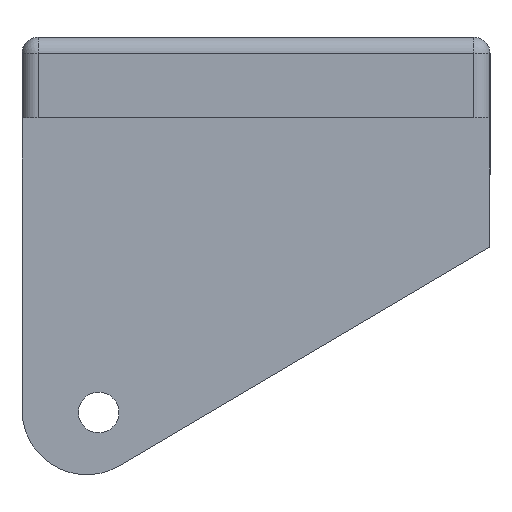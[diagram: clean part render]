
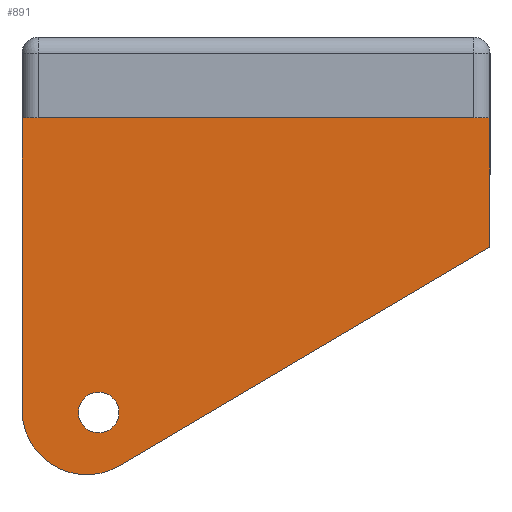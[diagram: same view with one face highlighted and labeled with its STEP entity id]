
A CAD part, left-side view. The second image highlights one B-rep face of the part: STEP entity #891.
In plain terms, the highlighted planar face has unit normal (-1, 0, 0).
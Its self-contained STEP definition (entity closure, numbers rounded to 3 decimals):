
#37=FACE_BOUND('',#172,.T.);
#53=PLANE('',#1012);
#107=FACE_OUTER_BOUND('',#171,.T.);
#171=EDGE_LOOP('',(#791,#792,#793,#794,#795));
#172=EDGE_LOOP('',(#796));
#209=LINE('',#1420,#277);
#223=LINE('',#1483,#291);
#236=LINE('',#1519,#304);
#246=LINE('',#1550,#314);
#277=VECTOR('',#1133,10.);
#291=VECTOR('',#1211,10.);
#304=VECTOR('',#1248,10.);
#314=VECTOR('',#1292,10.);
#366=CIRCLE('',#997,2.518);
#368=CIRCLE('',#1000,8.);
#413=VERTEX_POINT('',#1417);
#414=VERTEX_POINT('',#1419);
#430=VERTEX_POINT('',#1480);
#431=VERTEX_POINT('',#1482);
#442=VERTEX_POINT('',#1518);
#444=VERTEX_POINT('',#1524);
#503=EDGE_CURVE('',#413,#414,#209,.T.);
#535=EDGE_CURVE('',#430,#431,#223,.T.);
#554=EDGE_CURVE('',#414,#442,#236,.T.);
#558=EDGE_CURVE('',#444,#444,#366,.T.);
#560=EDGE_CURVE('',#442,#430,#368,.T.);
#570=EDGE_CURVE('',#413,#431,#246,.T.);
#791=ORIENTED_EDGE('',*,*,#503,.F.);
#792=ORIENTED_EDGE('',*,*,#570,.T.);
#793=ORIENTED_EDGE('',*,*,#535,.F.);
#794=ORIENTED_EDGE('',*,*,#560,.F.);
#795=ORIENTED_EDGE('',*,*,#554,.F.);
#796=ORIENTED_EDGE('',*,*,#558,.F.);
#891=ADVANCED_FACE('',(#107,#37),#53,.T.);
#997=AXIS2_PLACEMENT_3D('',#1526,#1255,#1256);
#1000=AXIS2_PLACEMENT_3D('',#1529,#1261,#1262);
#1012=AXIS2_PLACEMENT_3D('',#1551,#1293,#1294);
#1133=DIRECTION('',(0.,0.,-1.));
#1211=DIRECTION('',(0.,0.,1.));
#1248=DIRECTION('',(0.,0.861,-0.508));
#1255=DIRECTION('center_axis',(-1.,0.,0.));
#1256=DIRECTION('ref_axis',(0.,1.,0.));
#1261=DIRECTION('center_axis',(1.,0.,0.));
#1262=DIRECTION('ref_axis',(0.,-0.508,-0.861));
#1292=DIRECTION('',(0.,1.,0.));
#1293=DIRECTION('center_axis',(-1.,0.,0.));
#1294=DIRECTION('ref_axis',(0.,0.,1.));
#1417=CARTESIAN_POINT('',(26.,0.,-10.));
#1419=CARTESIAN_POINT('',(26.,0.,-26.));
#1420=CARTESIAN_POINT('',(26.,0.,-21.056));
#1480=CARTESIAN_POINT('',(26.,58.,-46.224));
#1482=CARTESIAN_POINT('',(26.,58.,-10.));
#1483=CARTESIAN_POINT('',(26.,58.,-39.168));
#1518=CARTESIAN_POINT('',(26.,45.933,-53.114));
#1519=CARTESIAN_POINT('',(26.,12.091,-33.137));
#1524=CARTESIAN_POINT('',(26.,45.983,-46.5));
#1526=CARTESIAN_POINT('Origin',(26.,48.5,-46.5));
#1529=CARTESIAN_POINT('Origin',(26.,50.,-46.224));
#1550=CARTESIAN_POINT('',(26.,0.,-10.));
#1551=CARTESIAN_POINT('Origin',(26.,0.,-24.));
